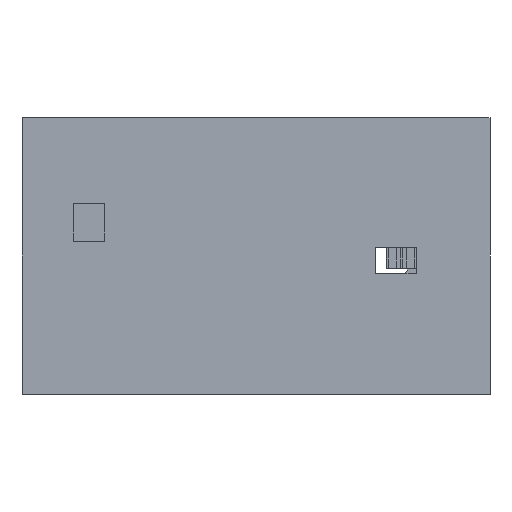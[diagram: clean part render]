
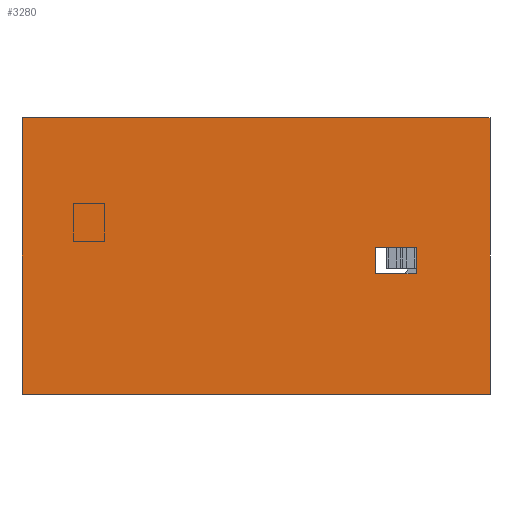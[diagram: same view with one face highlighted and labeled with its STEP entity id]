
A CAD part, front view. The second image highlights one B-rep face of the part: STEP entity #3280.
In plain terms, the highlighted planar face has unit normal (0, -1, 0).
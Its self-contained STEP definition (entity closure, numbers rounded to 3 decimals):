
#2086 = CARTESIAN_POINT ( 'NONE',  ( 20., -2000., 3651. ) ) ;
#3116 = VERTEX_POINT ( 'NONE', #70814 ) ;
#3280 = ADVANCED_FACE ( 'NONE', ( #23883, #71904 ), #108653, .T. ) ;
#8385 = DIRECTION ( 'NONE',  ( 0., 0., -1. ) ) ;
#14768 = DIRECTION ( 'NONE',  ( 1., 0., 0. ) ) ;
#16534 = DIRECTION ( 'NONE',  ( 0., 0., 1. ) ) ;
#17724 = DIRECTION ( 'NONE',  ( 1., 0., 0. ) ) ;
#23584 = VERTEX_POINT ( 'NONE', #73047 ) ;
#23857 = ORIENTED_EDGE ( 'NONE', *, *, #218239, .T. ) ;
#23883 = FACE_OUTER_BOUND ( 'NONE', #132098, .T. ) ;
#27722 = CARTESIAN_POINT ( 'NONE',  ( 20., -2000., 2051. ) ) ;
#31686 = VECTOR ( 'NONE', #136784, 1000. ) ;
#38974 = EDGE_CURVE ( 'NONE', #23584, #3116, #78986, .T. ) ;
#41921 = CARTESIAN_POINT ( 'NONE',  ( 2520., -2000., 2051. ) ) ;
#44271 = VECTOR ( 'NONE', #48571, 1000. ) ;
#47612 = CARTESIAN_POINT ( 'NONE',  ( -21520., -2000., -5271. ) ) ;
#48571 = DIRECTION ( 'NONE',  ( 0., 0., -1. ) ) ;
#50393 = VERTEX_POINT ( 'NONE', #197401 ) ;
#52361 = VERTEX_POINT ( 'NONE', #47612 ) ;
#55194 = DIRECTION ( 'NONE',  ( 0., 0., -1. ) ) ;
#59990 = EDGE_CURVE ( 'NONE', #52361, #50393, #99519, .T. ) ;
#60723 = VERTEX_POINT ( 'NONE', #75092 ) ;
#65380 = VERTEX_POINT ( 'NONE', #41921 ) ;
#70814 = CARTESIAN_POINT ( 'NONE',  ( 20., -2000., 3651. ) ) ;
#71904 = FACE_BOUND ( 'NONE', #153132, .T. ) ;
#73047 = CARTESIAN_POINT ( 'NONE',  ( 20., -2000., 2051. ) ) ;
#75092 = CARTESIAN_POINT ( 'NONE',  ( 7020., -2000., 11564. ) ) ;
#78601 = LINE ( 'NONE', #217013, #209247 ) ;
#78986 = LINE ( 'NONE', #27722, #87856 ) ;
#79628 = EDGE_CURVE ( 'NONE', #50393, #60723, #103482, .T. ) ;
#81474 = ORIENTED_EDGE ( 'NONE', *, *, #79628, .T. ) ;
#87856 = VECTOR ( 'NONE', #130340, 1000. ) ;
#94676 = VERTEX_POINT ( 'NONE', #192687 ) ;
#98025 = VERTEX_POINT ( 'NONE', #146819 ) ;
#99519 = LINE ( 'NONE', #151960, #218393 ) ;
#100401 = ORIENTED_EDGE ( 'NONE', *, *, #105525, .T. ) ;
#101436 = VECTOR ( 'NONE', #16534, 1000. ) ;
#103482 = LINE ( 'NONE', #187205, #101436 ) ;
#105525 = EDGE_CURVE ( 'NONE', #94676, #65380, #137751, .T. ) ;
#108653 = PLANE ( 'NONE',  #154896 ) ;
#111094 = EDGE_CURVE ( 'NONE', #98025, #52361, #131039, .T. ) ;
#112841 = ORIENTED_EDGE ( 'NONE', *, *, #111094, .T. ) ;
#113373 = VECTOR ( 'NONE', #17724, 1000. ) ;
#115173 = EDGE_CURVE ( 'NONE', #65380, #23584, #78601, .T. ) ;
#115411 = DIRECTION ( 'NONE',  ( -1., 0., 0. ) ) ;
#118680 = ORIENTED_EDGE ( 'NONE', *, *, #115173, .T. ) ;
#130340 = DIRECTION ( 'NONE',  ( 0., 0., 1. ) ) ;
#131039 = LINE ( 'NONE', #164507, #168475 ) ;
#132098 = EDGE_LOOP ( 'NONE', ( #112841, #189567, #81474, #23857 ) ) ;
#136784 = DIRECTION ( 'NONE',  ( -1., 0., 0. ) ) ;
#137751 = LINE ( 'NONE', #201426, #44271 ) ;
#146819 = CARTESIAN_POINT ( 'NONE',  ( -21520., -2000., 11564. ) ) ;
#150513 = LINE ( 'NONE', #2086, #113373 ) ;
#151960 = CARTESIAN_POINT ( 'NONE',  ( -21520., -2000., -5271. ) ) ;
#153132 = EDGE_LOOP ( 'NONE', ( #163253, #207598, #100401, #118680 ) ) ;
#154896 = AXIS2_PLACEMENT_3D ( 'NONE', #161062, #208059, #55194 ) ;
#161062 = CARTESIAN_POINT ( 'NONE',  ( 0., -2000., 0. ) ) ;
#163253 = ORIENTED_EDGE ( 'NONE', *, *, #38974, .T. ) ;
#164507 = CARTESIAN_POINT ( 'NONE',  ( -21520., -2000., 11564. ) ) ;
#167067 = EDGE_CURVE ( 'NONE', #3116, #94676, #150513, .T. ) ;
#168475 = VECTOR ( 'NONE', #8385, 1000. ) ;
#187205 = CARTESIAN_POINT ( 'NONE',  ( 7020., -2000., 11564. ) ) ;
#189567 = ORIENTED_EDGE ( 'NONE', *, *, #59990, .T. ) ;
#190296 = LINE ( 'NONE', #191384, #31686 ) ;
#191384 = CARTESIAN_POINT ( 'NONE',  ( -21520., -2000., 11564. ) ) ;
#192687 = CARTESIAN_POINT ( 'NONE',  ( 2520., -2000., 3651. ) ) ;
#197401 = CARTESIAN_POINT ( 'NONE',  ( 7020., -2000., -5271. ) ) ;
#201426 = CARTESIAN_POINT ( 'NONE',  ( 2520., -2000., 2051. ) ) ;
#207598 = ORIENTED_EDGE ( 'NONE', *, *, #167067, .T. ) ;
#208059 = DIRECTION ( 'NONE',  ( 0., -1., 0. ) ) ;
#209247 = VECTOR ( 'NONE', #115411, 1000. ) ;
#217013 = CARTESIAN_POINT ( 'NONE',  ( 20., -2000., 2051. ) ) ;
#218239 = EDGE_CURVE ( 'NONE', #60723, #98025, #190296, .T. ) ;
#218393 = VECTOR ( 'NONE', #14768, 1000. ) ;
